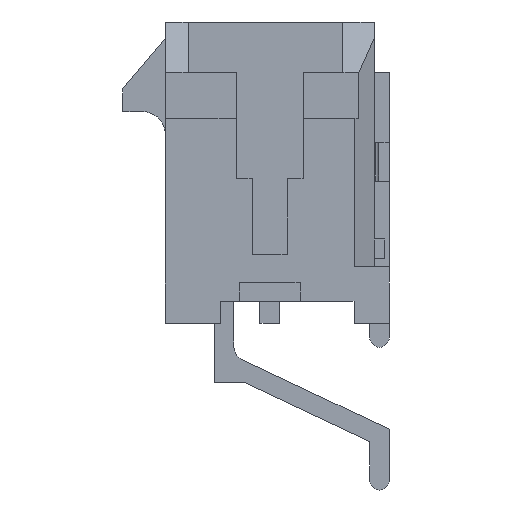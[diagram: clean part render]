
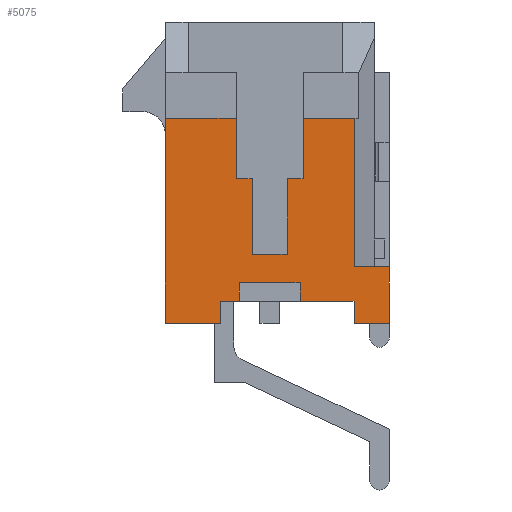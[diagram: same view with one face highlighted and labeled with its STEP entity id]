
A CAD part, left-side view. The second image highlights one B-rep face of the part: STEP entity #5075.
In plain terms, the highlighted planar face has unit normal (-1, 0, 0).
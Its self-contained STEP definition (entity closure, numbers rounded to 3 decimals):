
#1059=DIRECTION('',(0.,0.,-1.));
#1060=VECTOR('',#1059,1.98);
#1061=CARTESIAN_POINT('',(-5.075,-1.1,1.785));
#1062=LINE('',#1061,#1060);
#1063=DIRECTION('',(0.,1.,0.));
#1064=VECTOR('',#1063,1.703);
#1065=CARTESIAN_POINT('',(-5.075,-2.803,1.785));
#1066=LINE('',#1065,#1064);
#1067=DIRECTION('',(0.,0.,-1.));
#1068=VECTOR('',#1067,4.89);
#1069=CARTESIAN_POINT('',(-5.075,-2.803,1.785));
#1070=LINE('',#1069,#1068);
#1071=DIRECTION('',(0.,1.,0.));
#1072=VECTOR('',#1071,1.132);
#1073=CARTESIAN_POINT('',(-5.075,-3.935,-3.105));
#1074=LINE('',#1073,#1072);
#1075=DIRECTION('',(0.,0.,1.));
#1076=VECTOR('',#1075,1.85);
#1077=CARTESIAN_POINT('',(-5.075,-3.935,-4.955));
#1078=LINE('',#1077,#1076);
#1079=DIRECTION('',(0.,-1.,0.));
#1080=VECTOR('',#1079,1.16);
#1081=CARTESIAN_POINT('',(-5.075,-2.775,-4.955));
#1082=LINE('',#1081,#1080);
#1083=DIRECTION('',(0.,0.,-1.));
#1084=VECTOR('',#1083,0.725);
#1085=CARTESIAN_POINT('',(-5.075,-2.775,-4.23));
#1086=LINE('',#1085,#1084);
#1087=DIRECTION('',(0.,-1.,0.));
#1088=VECTOR('',#1087,1.775);
#1089=CARTESIAN_POINT('',(-5.075,-1.,-4.23));
#1090=LINE('',#1089,#1088);
#1091=DIRECTION('',(0.,0.,-1.));
#1092=VECTOR('',#1091,0.6);
#1093=CARTESIAN_POINT('',(-5.075,-1.,-3.63));
#1094=LINE('',#1093,#1092);
#1095=DIRECTION('',(0.,-1.,0.));
#1096=VECTOR('',#1095,2.);
#1097=CARTESIAN_POINT('',(-5.075,1.,-3.63));
#1098=LINE('',#1097,#1096);
#1099=DIRECTION('',(0.,0.,1.));
#1100=VECTOR('',#1099,0.6);
#1101=CARTESIAN_POINT('',(-5.075,1.,-4.23));
#1102=LINE('',#1101,#1100);
#1103=DIRECTION('',(0.,-1.,0.));
#1104=VECTOR('',#1103,0.605);
#1105=CARTESIAN_POINT('',(-5.075,1.605,-4.23));
#1106=LINE('',#1105,#1104);
#1107=DIRECTION('',(0.,0.,1.));
#1108=VECTOR('',#1107,0.725);
#1109=CARTESIAN_POINT('',(-5.075,1.605,-4.955));
#1110=LINE('',#1109,#1108);
#1111=DIRECTION('',(0.,-1.,0.));
#1112=VECTOR('',#1111,1.83);
#1113=CARTESIAN_POINT('',(-5.075,3.435,-4.955));
#1114=LINE('',#1113,#1112);
#1115=DIRECTION('',(0.,0.,-1.));
#1116=VECTOR('',#1115,6.74);
#1117=CARTESIAN_POINT('',(-5.075,3.435,1.785));
#1118=LINE('',#1117,#1116);
#1119=DIRECTION('',(0.,1.,0.));
#1120=VECTOR('',#1119,2.335);
#1121=CARTESIAN_POINT('',(-5.075,1.1,1.785));
#1122=LINE('',#1121,#1120);
#1123=DIRECTION('',(0.,0.,-1.));
#1124=VECTOR('',#1123,1.98);
#1125=CARTESIAN_POINT('',(-5.075,1.1,1.785));
#1126=LINE('',#1125,#1124);
#1127=DIRECTION('',(0.,1.,0.));
#1128=VECTOR('',#1127,0.525);
#1129=CARTESIAN_POINT('',(-5.075,0.575,-0.195));
#1130=LINE('',#1129,#1128);
#1131=DIRECTION('',(0.,0.,1.));
#1132=VECTOR('',#1131,2.5);
#1133=CARTESIAN_POINT('',(-5.075,0.575,-2.695));
#1134=LINE('',#1133,#1132);
#1135=DIRECTION('',(0.,1.,0.));
#1136=VECTOR('',#1135,1.15);
#1137=CARTESIAN_POINT('',(-5.075,-0.575,-2.695));
#1138=LINE('',#1137,#1136);
#1139=DIRECTION('',(0.,0.,-1.));
#1140=VECTOR('',#1139,2.5);
#1141=CARTESIAN_POINT('',(-5.075,-0.575,-0.195));
#1142=LINE('',#1141,#1140);
#1143=DIRECTION('',(0.,1.,0.));
#1144=VECTOR('',#1143,0.525);
#1145=CARTESIAN_POINT('',(-5.075,-1.1,-0.195));
#1146=LINE('',#1145,#1144);
#2919=CARTESIAN_POINT('',(-5.075,1.,-4.23));
#2920=VERTEX_POINT('',#2919);
#2921=CARTESIAN_POINT('',(-5.075,-1.,-4.23));
#2922=VERTEX_POINT('',#2921);
#2923=CARTESIAN_POINT('',(-5.075,1.,-3.63));
#2924=VERTEX_POINT('',#2923);
#2925=CARTESIAN_POINT('',(-5.075,-1.,-3.63));
#2926=VERTEX_POINT('',#2925);
#2975=CARTESIAN_POINT('',(-5.075,-1.1,-0.195));
#2976=VERTEX_POINT('',#2975);
#2977=CARTESIAN_POINT('',(-5.075,-0.575,-0.195));
#2978=VERTEX_POINT('',#2977);
#2979=CARTESIAN_POINT('',(-5.075,0.575,-0.195));
#2980=VERTEX_POINT('',#2979);
#2981=CARTESIAN_POINT('',(-5.075,1.1,-0.195));
#2982=VERTEX_POINT('',#2981);
#3199=CARTESIAN_POINT('',(-5.075,-0.575,-2.695));
#3200=VERTEX_POINT('',#3199);
#3201=CARTESIAN_POINT('',(-5.075,0.575,-2.695));
#3202=VERTEX_POINT('',#3201);
#3393=CARTESIAN_POINT('',(-5.075,-2.775,-4.23));
#3394=CARTESIAN_POINT('',(-5.075,-2.775,-4.955));
#3395=VERTEX_POINT('',#3393);
#3396=VERTEX_POINT('',#3394);
#3397=CARTESIAN_POINT('',(-5.075,-3.935,-4.955));
#3398=VERTEX_POINT('',#3397);
#3399=CARTESIAN_POINT('',(-5.075,3.435,1.785));
#3400=CARTESIAN_POINT('',(-5.075,3.435,-4.955));
#3401=VERTEX_POINT('',#3399);
#3402=VERTEX_POINT('',#3400);
#3403=CARTESIAN_POINT('',(-5.075,1.605,-4.955));
#3404=VERTEX_POINT('',#3403);
#3405=CARTESIAN_POINT('',(-5.075,1.605,-4.23));
#3406=VERTEX_POINT('',#3405);
#3413=CARTESIAN_POINT('',(-5.075,-1.1,1.785));
#3414=VERTEX_POINT('',#3413);
#3415=CARTESIAN_POINT('',(-5.075,1.1,1.785));
#3416=VERTEX_POINT('',#3415);
#3425=CARTESIAN_POINT('',(-5.075,-2.803,-3.105));
#3426=VERTEX_POINT('',#3425);
#3431=CARTESIAN_POINT('',(-5.075,-3.935,-3.105));
#3432=VERTEX_POINT('',#3431);
#3433=CARTESIAN_POINT('',(-5.075,-2.803,1.785));
#3434=VERTEX_POINT('',#3433);
#5031=CARTESIAN_POINT('',(-5.075,0.,0.));
#5032=DIRECTION('',(-1.,0.,0.));
#5033=DIRECTION('',(0.,1.,0.));
#5034=AXIS2_PLACEMENT_3D('',#5031,#5032,#5033);
#5035=PLANE('',#5034);
#5037=ORIENTED_EDGE('',*,*,#5036,.F.);
#5039=ORIENTED_EDGE('',*,*,#5038,.F.);
#5041=ORIENTED_EDGE('',*,*,#5040,.T.);
#5043=ORIENTED_EDGE('',*,*,#5042,.F.);
#5045=ORIENTED_EDGE('',*,*,#5044,.F.);
#5047=ORIENTED_EDGE('',*,*,#5046,.F.);
#5049=ORIENTED_EDGE('',*,*,#5048,.F.);
#5050=ORIENTED_EDGE('',*,*,#3976,.F.);
#5052=ORIENTED_EDGE('',*,*,#5051,.F.);
#5054=ORIENTED_EDGE('',*,*,#5053,.F.);
#5056=ORIENTED_EDGE('',*,*,#5055,.F.);
#5057=ORIENTED_EDGE('',*,*,#3968,.F.);
#5058=ORIENTED_EDGE('',*,*,#3944,.F.);
#5059=ORIENTED_EDGE('',*,*,#3899,.F.);
#5061=ORIENTED_EDGE('',*,*,#5060,.F.);
#5063=ORIENTED_EDGE('',*,*,#5062,.F.);
#5065=ORIENTED_EDGE('',*,*,#5064,.T.);
#5067=ORIENTED_EDGE('',*,*,#5066,.F.);
#5068=ORIENTED_EDGE('',*,*,#5024,.F.);
#5069=ORIENTED_EDGE('',*,*,#4910,.F.);
#5070=ORIENTED_EDGE('',*,*,#4981,.F.);
#5072=ORIENTED_EDGE('',*,*,#5071,.F.);
#5073=EDGE_LOOP('',(#5037,#5039,#5041,#5043,#5045,#5047,#5049,#5050,#5052,#5054,
#5056,#5057,#5058,#5059,#5061,#5063,#5065,#5067,#5068,#5069,#5070,#5072));
#5074=FACE_OUTER_BOUND('',#5073,.F.);
#5075=ADVANCED_FACE('',(#5074),#5035,.T.);
#3899=EDGE_CURVE('',#3402,#3404,#1114,.T.);
#3944=EDGE_CURVE('',#3404,#3406,#1110,.T.);
#3968=EDGE_CURVE('',#3406,#2920,#1106,.T.);
#3976=EDGE_CURVE('',#2922,#3395,#1090,.T.);
#4910=EDGE_CURVE('',#3200,#3202,#1138,.T.);
#4981=EDGE_CURVE('',#2978,#3200,#1142,.T.);
#5024=EDGE_CURVE('',#3202,#2980,#1134,.T.);
#5036=EDGE_CURVE('',#3414,#2976,#1062,.T.);
#5038=EDGE_CURVE('',#3434,#3414,#1066,.T.);
#5040=EDGE_CURVE('',#3434,#3426,#1070,.T.);
#5042=EDGE_CURVE('',#3432,#3426,#1074,.T.);
#5044=EDGE_CURVE('',#3398,#3432,#1078,.T.);
#5046=EDGE_CURVE('',#3396,#3398,#1082,.T.);
#5048=EDGE_CURVE('',#3395,#3396,#1086,.T.);
#5051=EDGE_CURVE('',#2926,#2922,#1094,.T.);
#5053=EDGE_CURVE('',#2924,#2926,#1098,.T.);
#5055=EDGE_CURVE('',#2920,#2924,#1102,.T.);
#5060=EDGE_CURVE('',#3401,#3402,#1118,.T.);
#5062=EDGE_CURVE('',#3416,#3401,#1122,.T.);
#5064=EDGE_CURVE('',#3416,#2982,#1126,.T.);
#5066=EDGE_CURVE('',#2980,#2982,#1130,.T.);
#5071=EDGE_CURVE('',#2976,#2978,#1146,.T.);
